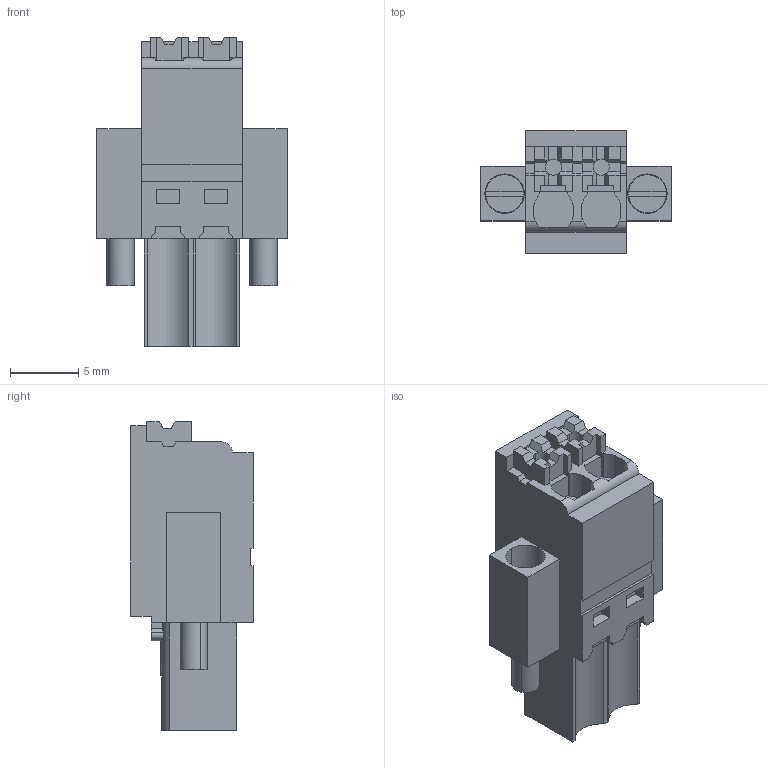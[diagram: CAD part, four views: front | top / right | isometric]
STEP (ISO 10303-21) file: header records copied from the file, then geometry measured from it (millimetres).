
FILE_DESCRIPTION(('CATIA V5R24 STEP','CAx-IF Rec.Pracs.--- Model Styling and Organization---1.2---2011-12-15'),'2;1');
FILE_NAME ('D1462539_0', '2018-01-11T12:21:27+00:00', ('Weidmueller Interface'), ('Weidmueller'), 'CATIA Version 5-6 Release 2014 SP4 HF52', 'CATIA V5 STEP AP214', 'none');
FILE_SCHEMA(('AUTOMOTIVE_DESIGN { 1 0 10303 214 1 1 1 1 }'));
Length unit declared in the file: millimetre
Products named in the file (1): 2459390000
Bounding box: 14 x 9 x 22.7 mm (x, y, z)
Volume: 1240.4 mm3; surface area: 1534.1 mm2
Topology: 5 solids, 5 shells, 259 faces, 731 edges, 492 vertices
Faces by surface type: plane 218, cylinder 41
Entity records: 8362 total; most frequent: CARTESIAN_POINT 1636, ORIENTED_EDGE 1462, DIRECTION 1103, EDGE_CURVE 731, VECTOR 597, LINE 597, VERTEX_POINT 492, AXIS2_PLACEMENT_3D 299
